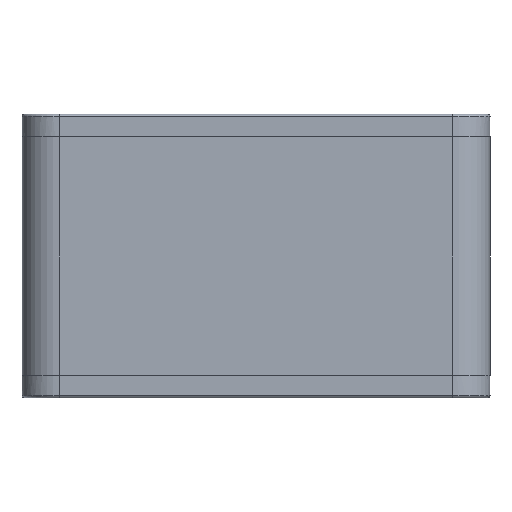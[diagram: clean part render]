
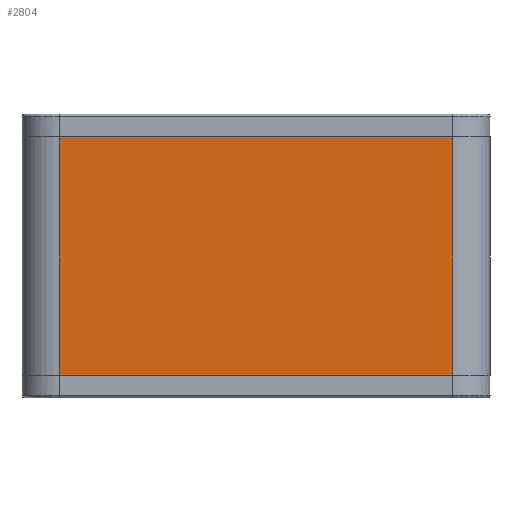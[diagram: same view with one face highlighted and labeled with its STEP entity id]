
A CAD part, front view. The second image highlights one B-rep face of the part: STEP entity #2804.
In plain terms, the highlighted planar face has unit normal (0, -1, 0).
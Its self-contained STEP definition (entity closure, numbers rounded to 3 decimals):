
#2746=CARTESIAN_POINT('Vertex',(73.5,-14.,-44.5)) ;
#2749=CARTESIAN_POINT('Line Origine',(0.,-14.,-44.5)) ;
#2753=CARTESIAN_POINT('Vertex',(-73.5,-14.,-44.5)) ;
#2774=CARTESIAN_POINT('Axis2P3D Location',(73.5,-14.,0.)) ;
#2779=CARTESIAN_POINT('Line Origine',(73.5,-14.,0.)) ;
#2783=CARTESIAN_POINT('Vertex',(73.5,-14.,44.5)) ;
#2786=CARTESIAN_POINT('Line Origine',(0.,-14.,44.5)) ;
#2790=CARTESIAN_POINT('Vertex',(-73.5,-14.,44.5)) ;
#2793=CARTESIAN_POINT('Line Origine',(-73.5,-14.,0.)) ;
#2751=VECTOR('Line Direction',#2750,1.) ;
#2781=VECTOR('Line Direction',#2780,1.) ;
#2788=VECTOR('Line Direction',#2787,1.) ;
#2795=VECTOR('Line Direction',#2794,1.) ;
#2750=DIRECTION('Vector Direction',(-1.,0.,0.)) ;
#2775=DIRECTION('Axis2P3D Direction',(0.,1.,-0.)) ;
#2776=DIRECTION('Axis2P3D XDirection',(-1.,0.,0.)) ;
#2780=DIRECTION('Vector Direction',(0.,0.,1.)) ;
#2787=DIRECTION('Vector Direction',(-1.,0.,0.)) ;
#2794=DIRECTION('Vector Direction',(0.,0.,1.)) ;
#2777=AXIS2_PLACEMENT_3D('Plane Axis2P3D',#2774,#2775,#2776) ;
#2752=LINE('Line',#2749,#2751) ;
#2782=LINE('Line',#2779,#2781) ;
#2789=LINE('Line',#2786,#2788) ;
#2796=LINE('Line',#2793,#2795) ;
#2778=PLANE('',#2777) ;
#2755=EDGE_CURVE('',#2754,#2747,#2752,.F.) ;
#2785=EDGE_CURVE('',#2747,#2784,#2782,.T.) ;
#2792=EDGE_CURVE('',#2791,#2784,#2789,.F.) ;
#2797=EDGE_CURVE('',#2754,#2791,#2796,.T.) ;
#2798=EDGE_LOOP('',(#2799,#2800,#2801,#2802)) ;
#2799=ORIENTED_EDGE('',*,*,#2755,.T.) ;
#2800=ORIENTED_EDGE('',*,*,#2785,.T.) ;
#2801=ORIENTED_EDGE('',*,*,#2792,.F.) ;
#2802=ORIENTED_EDGE('',*,*,#2797,.F.) ;
#2747=VERTEX_POINT('',#2746) ;
#2754=VERTEX_POINT('',#2753) ;
#2784=VERTEX_POINT('',#2783) ;
#2791=VERTEX_POINT('',#2790) ;
#2804=ADVANCED_FACE('\X2\96F64EF651E04F554F53\X0\',(#2803),#2778,.F.) ;
#2803=FACE_OUTER_BOUND('',#2798,.T.) ;
